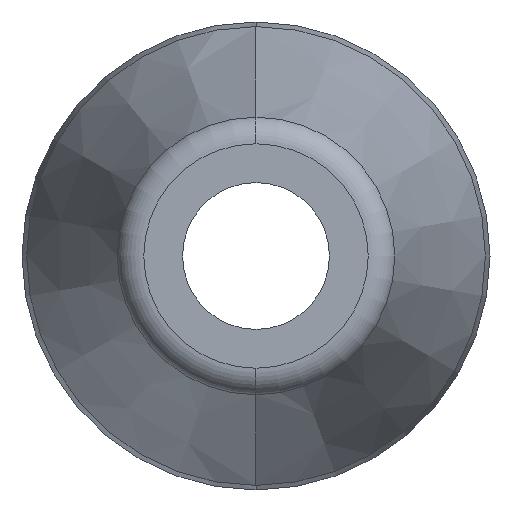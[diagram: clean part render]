
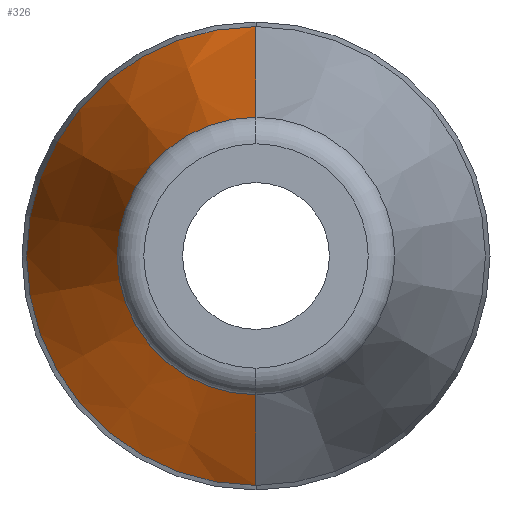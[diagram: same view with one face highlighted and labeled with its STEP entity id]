
A CAD part, left-side view. The second image highlights one B-rep face of the part: STEP entity #326.
In plain terms, the highlighted conical face has half-angle 15.714 degrees and reference radius 0.635 mm.
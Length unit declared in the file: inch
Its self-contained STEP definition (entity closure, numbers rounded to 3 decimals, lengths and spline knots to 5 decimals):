
#14 = VERTEX_POINT ( 'NONE', #256 ) ;
#18 = DIRECTION ( 'NONE',  ( 0.963, 0., 0.271 ) ) ;
#41 = FACE_OUTER_BOUND ( 'NONE', #418, .T. ) ;
#65 = EDGE_CURVE ( 'NONE', #456, #227, #214, .T. ) ;
#93 = DIRECTION ( 'NONE',  ( 0., 0., -1. ) ) ;
#95 = CARTESIAN_POINT ( 'NONE',  ( 3.46331, 6.05561, 0.025 ) ) ;
#101 = LINE ( 'NONE', #455, #267 ) ;
#103 = CARTESIAN_POINT ( 'NONE',  ( 3.42817, 6.05561, -0.01512 ) ) ;
#115 = DIRECTION ( 'NONE',  ( 0., 0., 1. ) ) ;
#164 = EDGE_CURVE ( 'NONE', #308, #14, #429, .T. ) ;
#170 = ORIENTED_EDGE ( 'NONE', *, *, #65, .T. ) ;
#205 = ORIENTED_EDGE ( 'NONE', *, *, #337, .F. ) ;
#206 = DIRECTION ( 'NONE',  ( 0.963, 0., -0.271 ) ) ;
#214 = CIRCLE ( 'NONE', #499, 0.01512 ) ;
#227 = VERTEX_POINT ( 'NONE', #392 ) ;
#251 = AXIS2_PLACEMENT_3D ( 'NONE', #421, #496, #304 ) ;
#256 = CARTESIAN_POINT ( 'NONE',  ( 3.46331, 6.05561, -0.025 ) ) ;
#267 = VECTOR ( 'NONE', #18, 39.37008 ) ;
#272 = CARTESIAN_POINT ( 'NONE',  ( 3.42817, 6.05561, 0. ) ) ;
#291 = ORIENTED_EDGE ( 'NONE', *, *, #164, .T. ) ;
#304 = DIRECTION ( 'NONE',  ( 0., 0., 1. ) ) ;
#305 = VECTOR ( 'NONE', #206, 39.37008 ) ;
#308 = VERTEX_POINT ( 'NONE', #95 ) ;
#318 = CARTESIAN_POINT ( 'NONE',  ( 3.46331, 6.05561, 0. ) ) ;
#326 = ADVANCED_FACE ( 'NONE', ( #41 ), #463, .T. ) ;
#337 = EDGE_CURVE ( 'NONE', #456, #14, #471, .T. ) ;
#345 = DIRECTION ( 'NONE',  ( 1., 0., 0. ) ) ;
#353 = DIRECTION ( 'NONE',  ( 1., 0., 0. ) ) ;
#392 = CARTESIAN_POINT ( 'NONE',  ( 3.42817, 6.05561, 0.01512 ) ) ;
#398 = CARTESIAN_POINT ( 'NONE',  ( 3.46331, 6.05561, -0.025 ) ) ;
#405 = ORIENTED_EDGE ( 'NONE', *, *, #495, .T. ) ;
#418 = EDGE_LOOP ( 'NONE', ( #170, #405, #291, #205 ) ) ;
#421 = CARTESIAN_POINT ( 'NONE',  ( 3.46331, 6.05561, 0. ) ) ;
#429 = CIRCLE ( 'NONE', #251, 0.025 ) ;
#439 = AXIS2_PLACEMENT_3D ( 'NONE', #318, #353, #93 ) ;
#455 = CARTESIAN_POINT ( 'NONE',  ( 3.46331, 6.05561, 0.025 ) ) ;
#456 = VERTEX_POINT ( 'NONE', #103 ) ;
#463 = CONICAL_SURFACE ( 'NONE', #439, 0.025, 0.274 ) ;
#471 = LINE ( 'NONE', #398, #305 ) ;
#495 = EDGE_CURVE ( 'NONE', #227, #308, #101, .T. ) ;
#496 = DIRECTION ( 'NONE',  ( -1., 0., 0. ) ) ;
#499 = AXIS2_PLACEMENT_3D ( 'NONE', #272, #345, #115 ) ;
